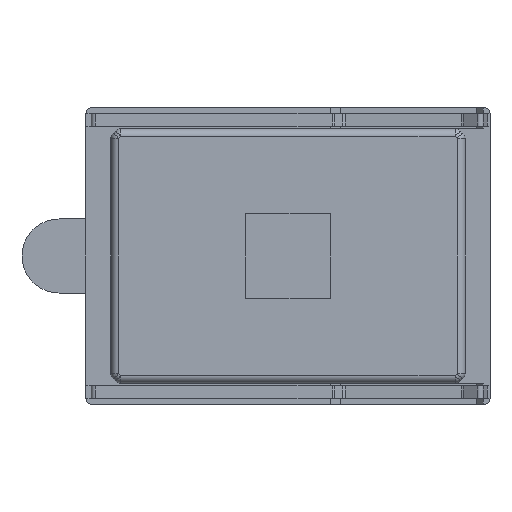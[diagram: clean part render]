
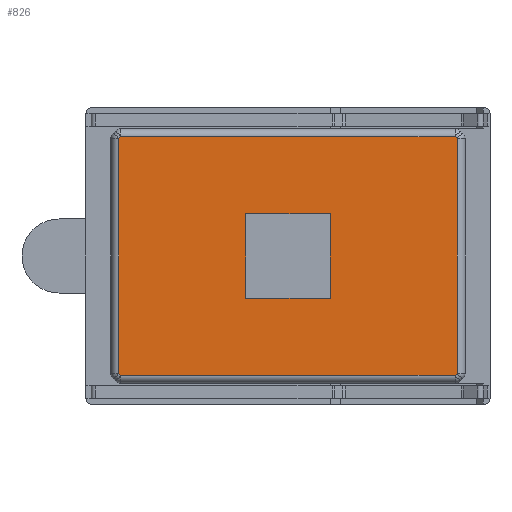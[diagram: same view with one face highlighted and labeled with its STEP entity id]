
A CAD part, front view. The second image highlights one B-rep face of the part: STEP entity #826.
In plain terms, the highlighted planar face has unit normal (0, -1, 0).
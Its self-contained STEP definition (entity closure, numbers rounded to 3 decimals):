
#190 = VECTOR ( 'NONE', #1037, 1000. ) ;
#200 = ORIENTED_EDGE ( 'NONE', *, *, #254, .T. ) ;
#254 = EDGE_CURVE ( 'NONE', #3962, #4357, #4046, .T. ) ;
#278 = VERTEX_POINT ( 'NONE', #1795 ) ;
#361 = EDGE_CURVE ( 'NONE', #586, #278, #2462, .T. ) ;
#446 = ORIENTED_EDGE ( 'NONE', *, *, #361, .T. ) ;
#472 = CARTESIAN_POINT ( 'NONE',  ( -6.275, -3.5, -4.351 ) ) ;
#555 = ORIENTED_EDGE ( 'NONE', *, *, #3544, .T. ) ;
#584 = DIRECTION ( 'NONE',  ( 1., 0., 0. ) ) ;
#586 = VERTEX_POINT ( 'NONE', #4225 ) ;
#689 = ORIENTED_EDGE ( 'NONE', *, *, #2825, .T. ) ;
#709 = VECTOR ( 'NONE', #584, 1000. ) ;
#826 = ADVANCED_FACE ( 'NONE', ( #2456 ), #1552, .T. ) ;
#904 = CARTESIAN_POINT ( 'NONE',  ( -6.275, -3.5, 4.351 ) ) ;
#956 = VERTEX_POINT ( 'NONE', #4604 ) ;
#976 = VECTOR ( 'NONE', #3755, 1000. ) ;
#1037 = DIRECTION ( 'NONE',  ( 0., 0., -1. ) ) ;
#1173 = VECTOR ( 'NONE', #4104, 1000. ) ;
#1220 = DIRECTION ( 'NONE',  ( -0.707, 0., 0.707 ) ) ;
#1237 = CARTESIAN_POINT ( 'NONE',  ( -6.201, -3.5, 4.425 ) ) ;
#1364 = ORIENTED_EDGE ( 'NONE', *, *, #2418, .T. ) ;
#1406 = VECTOR ( 'NONE', #1220, 1000. ) ;
#1470 = VECTOR ( 'NONE', #4443, 1000. ) ;
#1552 = PLANE ( 'NONE',  #3219 ) ;
#1795 = CARTESIAN_POINT ( 'NONE',  ( 6.275, -3.5, -4.351 ) ) ;
#1840 = VERTEX_POINT ( 'NONE', #3075 ) ;
#1898 = CARTESIAN_POINT ( 'NONE',  ( -5.313, -3.5, 5.313 ) ) ;
#1923 = DIRECTION ( 'NONE',  ( 0., 0., -1. ) ) ;
#2261 = CARTESIAN_POINT ( 'NONE',  ( 0., -3.5, 0. ) ) ;
#2330 = CARTESIAN_POINT ( 'NONE',  ( 6.275, -3.5, 4.351 ) ) ;
#2418 = EDGE_CURVE ( 'NONE', #4357, #956, #3473, .T. ) ;
#2456 = FACE_OUTER_BOUND ( 'NONE', #2890, .T. ) ;
#2462 = LINE ( 'NONE', #3723, #3352 ) ;
#2501 = LINE ( 'NONE', #2942, #4382 ) ;
#2561 = DIRECTION ( 'NONE',  ( 0., 0., 1. ) ) ;
#2636 = EDGE_CURVE ( 'NONE', #4366, #1840, #3284, .T. ) ;
#2692 = LINE ( 'NONE', #3199, #709 ) ;
#2825 = EDGE_CURVE ( 'NONE', #956, #586, #2692, .T. ) ;
#2890 = EDGE_LOOP ( 'NONE', ( #4061, #4822, #555, #4309, #200, #1364, #689, #446 ) ) ;
#2942 = CARTESIAN_POINT ( 'NONE',  ( 6.275, -3.5, 4.475 ) ) ;
#2969 = LINE ( 'NONE', #1898, #976 ) ;
#2978 = DIRECTION ( 'NONE',  ( 0.707, 0., 0.707 ) ) ;
#3075 = CARTESIAN_POINT ( 'NONE',  ( 6.201, -3.5, 4.425 ) ) ;
#3090 = CARTESIAN_POINT ( 'NONE',  ( 5.313, -3.5, 5.313 ) ) ;
#3199 = CARTESIAN_POINT ( 'NONE',  ( 6.325, -3.5, -4.425 ) ) ;
#3219 = AXIS2_PLACEMENT_3D ( 'NONE', #2261, #4161, #1923 ) ;
#3284 = LINE ( 'NONE', #3090, #1406 ) ;
#3286 = CARTESIAN_POINT ( 'NONE',  ( -6.275, -3.5, -4.475 ) ) ;
#3352 = VECTOR ( 'NONE', #2978, 1000. ) ;
#3470 = EDGE_CURVE ( 'NONE', #278, #4366, #2501, .T. ) ;
#3473 = LINE ( 'NONE', #4064, #1470 ) ;
#3544 = EDGE_CURVE ( 'NONE', #1840, #4526, #4148, .T. ) ;
#3723 = CARTESIAN_POINT ( 'NONE',  ( 5.313, -3.5, -5.313 ) ) ;
#3726 = CARTESIAN_POINT ( 'NONE',  ( -6.325, -3.5, 4.425 ) ) ;
#3755 = DIRECTION ( 'NONE',  ( -0.707, 0., -0.707 ) ) ;
#3962 = VERTEX_POINT ( 'NONE', #904 ) ;
#4046 = LINE ( 'NONE', #3286, #190 ) ;
#4061 = ORIENTED_EDGE ( 'NONE', *, *, #3470, .T. ) ;
#4064 = CARTESIAN_POINT ( 'NONE',  ( -5.313, -3.5, -5.313 ) ) ;
#4104 = DIRECTION ( 'NONE',  ( -1., 0., 0. ) ) ;
#4148 = LINE ( 'NONE', #3726, #1173 ) ;
#4161 = DIRECTION ( 'NONE',  ( 0., -1., 0. ) ) ;
#4208 = EDGE_CURVE ( 'NONE', #4526, #3962, #2969, .T. ) ;
#4225 = CARTESIAN_POINT ( 'NONE',  ( 6.201, -3.5, -4.425 ) ) ;
#4309 = ORIENTED_EDGE ( 'NONE', *, *, #4208, .T. ) ;
#4357 = VERTEX_POINT ( 'NONE', #472 ) ;
#4366 = VERTEX_POINT ( 'NONE', #2330 ) ;
#4382 = VECTOR ( 'NONE', #2561, 1000. ) ;
#4443 = DIRECTION ( 'NONE',  ( 0.707, 0., -0.707 ) ) ;
#4526 = VERTEX_POINT ( 'NONE', #1237 ) ;
#4604 = CARTESIAN_POINT ( 'NONE',  ( -6.201, -3.5, -4.425 ) ) ;
#4822 = ORIENTED_EDGE ( 'NONE', *, *, #2636, .T. ) ;
